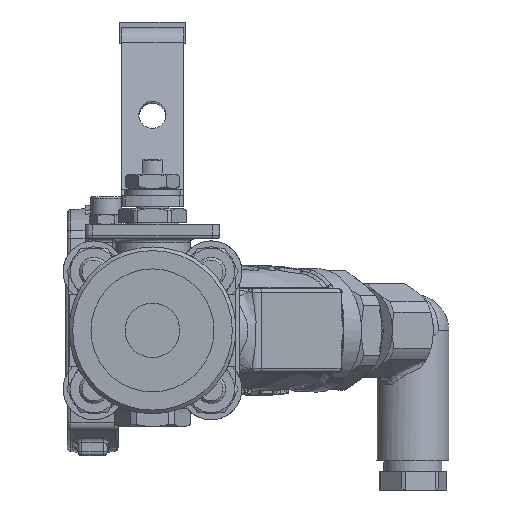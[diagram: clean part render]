
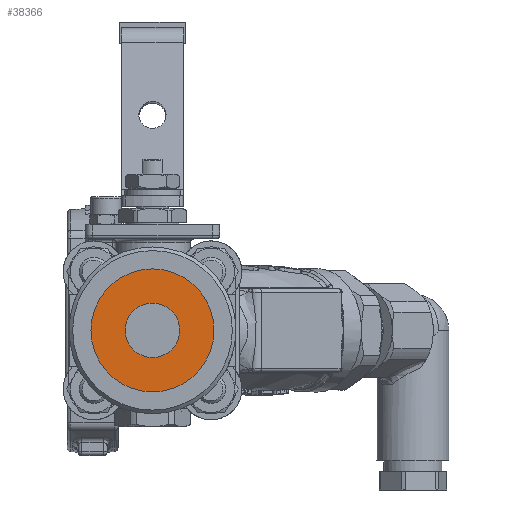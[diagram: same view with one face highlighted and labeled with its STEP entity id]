
A CAD part, left-side view. The second image highlights one B-rep face of the part: STEP entity #38366.
In plain terms, the highlighted planar face has unit normal (-1, 0, 0).
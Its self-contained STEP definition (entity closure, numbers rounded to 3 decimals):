
#7309=FACE_BOUND('',#11417,.T.);
#8904=FACE_OUTER_BOUND('',#11416,.T.);
#11416=EDGE_LOOP('',(#31210));
#11417=EDGE_LOOP('',(#31211));
#13533=CIRCLE('',#42066,7.5);
#13586=CIRCLE('',#42166,16.95);
#16603=VERTEX_POINT('',#71207);
#16633=VERTEX_POINT('',#72023);
#21541=EDGE_CURVE('',#16603,#16603,#13533,.T.);
#21636=EDGE_CURVE('',#16633,#16633,#13586,.T.);
#31210=ORIENTED_EDGE('',*,*,#21636,.F.);
#31211=ORIENTED_EDGE('',*,*,#21541,.F.);
#35640=PLANE('',#42165);
#38366=ADVANCED_FACE('',(#8904,#7309),#35640,.T.);
#42066=AXIS2_PLACEMENT_3D('',#71208,#50591,#50592);
#42165=AXIS2_PLACEMENT_3D('',#72022,#50819,#50820);
#42166=AXIS2_PLACEMENT_3D('',#72024,#50821,#50822);
#50591=DIRECTION('center_axis',(-1.,0.,0.));
#50592=DIRECTION('ref_axis',(0.,-1.,0.));
#50819=DIRECTION('center_axis',(-1.,0.,0.));
#50820=DIRECTION('ref_axis',(0.,-1.,0.));
#50821=DIRECTION('center_axis',(1.,0.,0.));
#50822=DIRECTION('ref_axis',(0.,-1.,0.));
#71207=CARTESIAN_POINT('',(-237.036,26.333,-1.517));
#71208=CARTESIAN_POINT('Origin',(-237.036,18.833,-1.517));
#72022=CARTESIAN_POINT('Origin',(-237.036,18.833,-1.517));
#72023=CARTESIAN_POINT('',(-237.036,35.783,-1.517));
#72024=CARTESIAN_POINT('Origin',(-237.036,18.833,-1.517));
